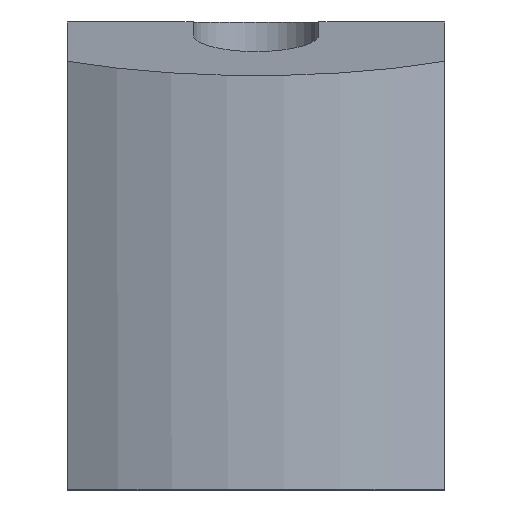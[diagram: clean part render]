
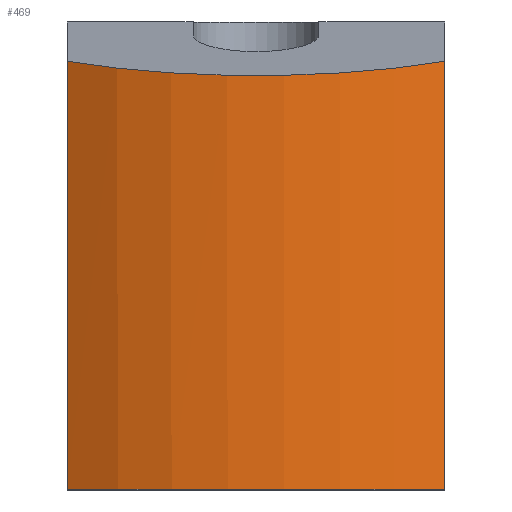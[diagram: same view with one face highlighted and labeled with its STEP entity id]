
A CAD part, top view. The second image highlights one B-rep face of the part: STEP entity #469.
In plain terms, the highlighted cylindrical face has radius 20 mm (diameter 40 mm), a partial arc.
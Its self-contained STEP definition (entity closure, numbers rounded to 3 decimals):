
#469=ADVANCED_FACE('',(#527),#528,.T.);
#527=FACE_OUTER_BOUND('',#599,.T.);
#528=CYLINDRICAL_SURFACE('',#600,20.0);
#599=EDGE_LOOP('',(#780,#781,#782,#783));
#600=AXIS2_PLACEMENT_3D('',#784,#785,#786);
#780=ORIENTED_EDGE('',*,*,#934,.T.);
#781=ORIENTED_EDGE('',*,*,#971,.F.);
#782=ORIENTED_EDGE('',*,*,#939,.T.);
#783=ORIENTED_EDGE('',*,*,#972,.T.);
#784=CARTESIAN_POINT('',(0.0,37.721,4.5));
#785=DIRECTION('',(0.0,-1.0,0.));
#786=DIRECTION('',(1.0,0.0,0.0));
#934=EDGE_CURVE('',#1049,#1050,#1051,.F.);
#939=EDGE_CURVE('',#1060,#1057,#1061,.T.);
#971=EDGE_CURVE('',#1060,#1050,#1114,.T.);
#972=EDGE_CURVE('',#1057,#1049,#1115,.T.);
#1049=VERTEX_POINT('',#1222);
#1050=VERTEX_POINT('',#1223);
#1051=CIRCLE('',#1224,20.0);
#1057=VERTEX_POINT('',#1233);
#1060=VERTEX_POINT('',#1237);
#1061=ELLIPSE('',#1238,20.711,20.0);
#1114=LINE('',#1311,#1312);
#1115=LINE('',#1313,#1314);
#1222=CARTESIAN_POINT('',(-10.5,-12.0,21.522));
#1223=CARTESIAN_POINT('',(10.5,-12.0,21.522));
#1224=AXIS2_PLACEMENT_3D('',#1386,#1387,#1388);
#1233=CARTESIAN_POINT('',(-10.5,11.801,21.522));
#1237=CARTESIAN_POINT('',(10.5,11.801,21.522));
#1238=AXIS2_PLACEMENT_3D('',#1393,#1394,#1395);
#1311=CARTESIAN_POINT('',(10.5,37.721,21.522));
#1312=VECTOR('',#1449,1.0);
#1313=CARTESIAN_POINT('',(-10.5,37.721,21.522));
#1314=VECTOR('',#1450,1.0);
#1386=CARTESIAN_POINT('',(0.0,-12.0,4.5));
#1387=DIRECTION('',(0.0,-1.0,0.));
#1388=DIRECTION('',(0.0,0.,-1.0));
#1393=CARTESIAN_POINT('',(0.0,16.381,4.5));
#1394=DIRECTION('',(0.0,-0.966,-0.26));
#1395=DIRECTION('',(0.0,-0.26,0.966));
#1449=DIRECTION('',(0.0,-1.0,0.));
#1450=DIRECTION('',(0.0,-1.0,0.));
